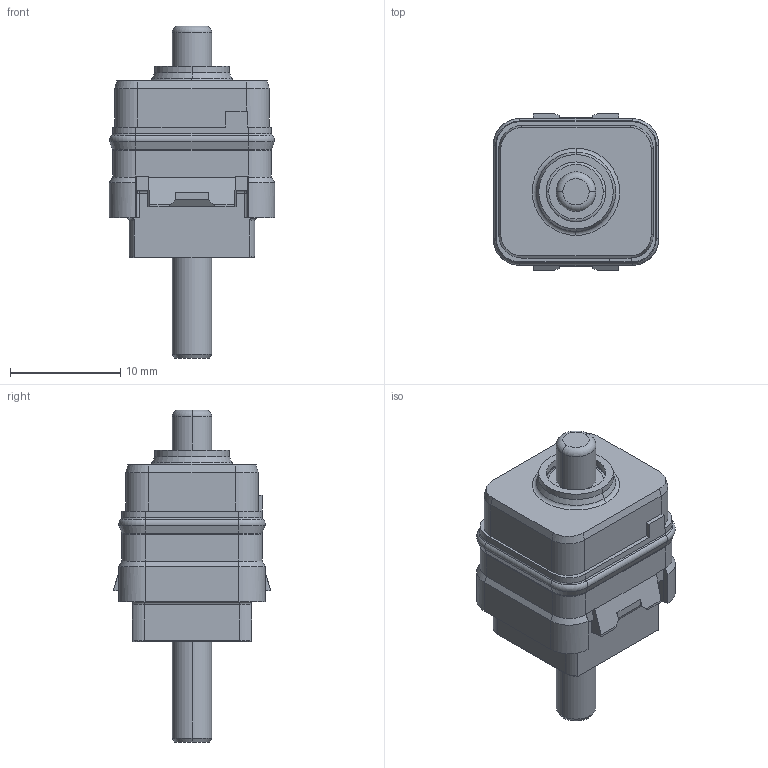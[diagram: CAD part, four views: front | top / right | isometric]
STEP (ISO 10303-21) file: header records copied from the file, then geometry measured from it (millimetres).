
FILE_DESCRIPTION((''),'2;1');
FILE_NAME('SIME0108PNG','2020-01-28T',('presta_be4'),(''),'CREO PARAMETRIC BY PTC INC, 2018360','CREO PARAMETRIC BY PTC INC, 2018360','');
FILE_SCHEMA(('CONFIG_CONTROL_DESIGN'));
Length unit declared in the file: millimetre
Products named in the file (1): SIME0108PNG
Bounding box: 15 x 14.15 x 30.1 mm (x, y, z)
Volume: 2336 mm3; surface area: 2385.2 mm2
Topology: 1 solids, 1 shells, 374 faces, 941 edges, 580 vertices
Faces by surface type: plane 165, cylinder 99, torus 58, cone 47, sphere 4, bspline 1
Entity records: 11504 total; most frequent: CARTESIAN_POINT 2455, DIRECTION 1921, ORIENTED_EDGE 1882, EDGE_CURVE 941, AXIS2_PLACEMENT_3D 701, VERTEX_POINT 580, VECTOR 519, LINE 519
